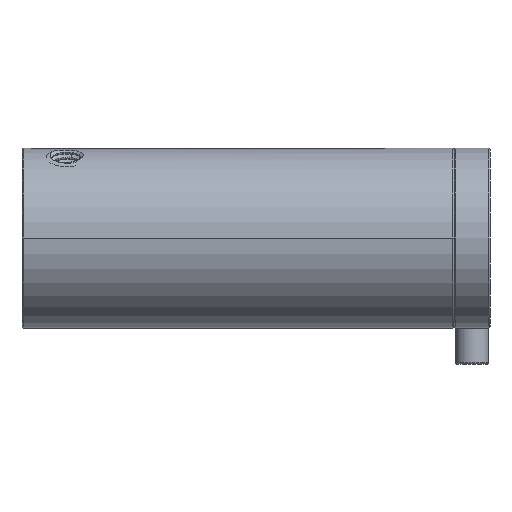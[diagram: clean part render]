
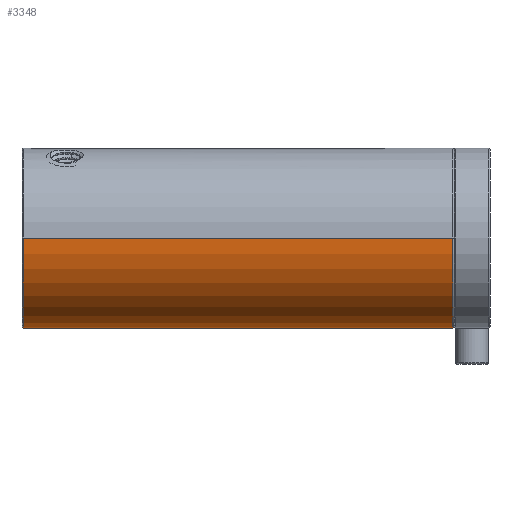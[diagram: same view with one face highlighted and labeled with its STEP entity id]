
A CAD part, front view. The second image highlights one B-rep face of the part: STEP entity #3348.
In plain terms, the highlighted cylindrical face has radius 12.5 mm (diameter 25 mm), a partial arc.
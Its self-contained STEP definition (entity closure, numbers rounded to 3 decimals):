
#1311=CARTESIAN_POINT('',(59.8,0.,0.));
#1312=DIRECTION('',(-1.,0.,0.));
#1313=DIRECTION('',(0.,1.,0.));
#1314=AXIS2_PLACEMENT_3D('',#1311,#1312,#1313);
#1316=DIRECTION('',(-1.,0.,0.));
#1317=VECTOR('',#1316,59.6);
#1318=CARTESIAN_POINT('',(59.8,12.5,0.));
#1319=LINE('',#1318,#1317);
#1320=CARTESIAN_POINT('',(0.2,0.,0.));
#1321=DIRECTION('',(-1.,0.,0.));
#1322=DIRECTION('',(0.,1.,0.));
#1323=AXIS2_PLACEMENT_3D('',#1320,#1321,#1322);
#1325=DIRECTION('',(-1.,0.,0.));
#1326=VECTOR('',#1325,59.6);
#1327=CARTESIAN_POINT('',(59.8,-12.5,0.));
#1328=LINE('',#1327,#1326);
#1490=CARTESIAN_POINT('',(59.8,-12.5,0.));
#1491=CARTESIAN_POINT('',(59.8,12.5,0.));
#1492=VERTEX_POINT('',#1490);
#1493=VERTEX_POINT('',#1491);
#1502=CARTESIAN_POINT('',(0.2,-12.5,0.));
#1503=CARTESIAN_POINT('',(0.2,12.5,0.));
#1504=VERTEX_POINT('',#1502);
#1505=VERTEX_POINT('',#1503);
#3336=CARTESIAN_POINT('',(-3.,0.,0.));
#3337=DIRECTION('',(1.,0.,0.));
#3338=DIRECTION('',(0.,-1.,0.));
#3339=AXIS2_PLACEMENT_3D('',#3336,#3337,#3338);
#3340=CYLINDRICAL_SURFACE('',#3339,12.5);
#3341=ORIENTED_EDGE('',*,*,#3328,.F.);
#3342=ORIENTED_EDGE('',*,*,#2098,.T.);
#3344=ORIENTED_EDGE('',*,*,#3343,.T.);
#3345=ORIENTED_EDGE('',*,*,#2094,.F.);
#3346=EDGE_LOOP('',(#3341,#3342,#3344,#3345));
#3347=FACE_OUTER_BOUND('',#3346,.F.);
#1315=CIRCLE('',#1314,12.5);
#1324=CIRCLE('',#1323,12.5);
#2094=EDGE_CURVE('',#1492,#1504,#1328,.T.);
#2098=EDGE_CURVE('',#1493,#1505,#1319,.T.);
#3328=EDGE_CURVE('',#1493,#1492,#1315,.T.);
#3343=EDGE_CURVE('',#1505,#1504,#1324,.T.);
#3348=ADVANCED_FACE('',(#3347),#3340,.T.);
